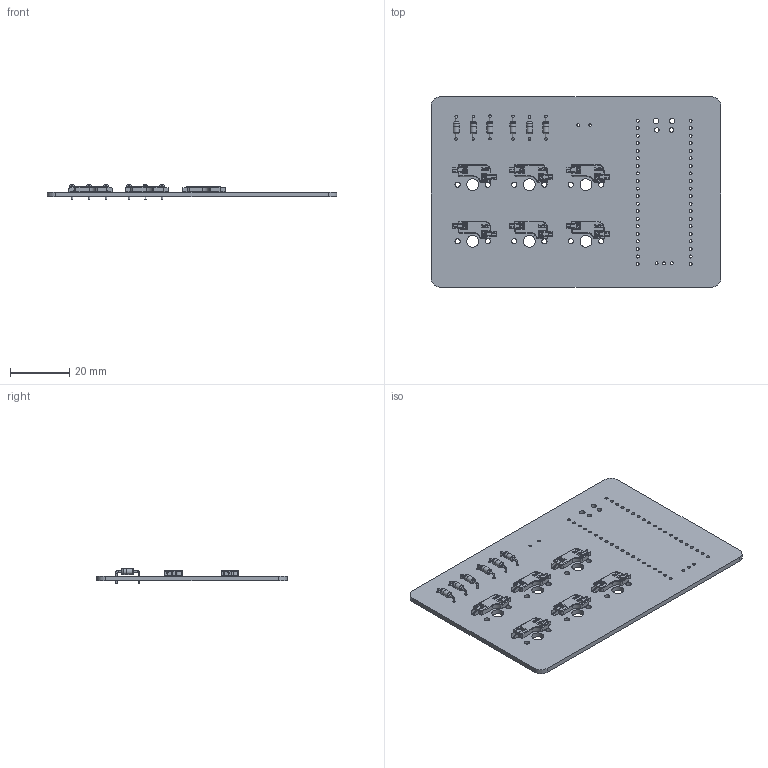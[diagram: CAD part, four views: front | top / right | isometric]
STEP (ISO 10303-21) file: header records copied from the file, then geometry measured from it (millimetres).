
FILE_DESCRIPTION(('KiCad electronic assembly'),'2;1');
FILE_NAME('sye-wijha-keyboard-pcb.step','2024-07-02T18:02:09',('Pcbnew') ,('Kicad'),'Open CASCADE STEP processor 7.6','KiCad to STEP converter' ,'Unknown');
FILE_SCHEMA(('AUTOMOTIVE_DESIGN { 1 0 10303 214 1 1 1 1 }'));
Length unit declared in the file: millimetre
Products named in the file (6): sye-wijha-keyboard-pcb 1; HS_CPG151101S11_MX; Kailh Hotswap RightVersion v23; D_DO-35_SOD27_P7.62mm_Horizontal; sye-wijha-keyboard-pcb_PCB
Assembly tree (15 placements, depth 3):
  sye-wijha-keyboard-pcb 1
    HS_CPG151101S11_MX  x6
      Kailh Hotswap RightVersion v23
    D_DO-35_SOD27_P7.62mm_Horizontal  x6
      D_DO-35_SOD27_P7.62mm_Horizontal
    sye-wijha-keyboard-pcb_PCB
Bounding box: 97.5 x 63.99 x 5.01 mm (x, y, z)
Volume: 10231.6 mm3; surface area: 15327.6 mm2
Topology: 31 solids, 31 shells, 2807 faces, 6879 edges, 4224 vertices
Faces by surface type: plane 1614, cylinder 701, bspline 348, torus 84, cone 60
Full cylindrical faces by diameter (mm): 0.5 x18, 0.8 x12, 0.9 x2, 1.02 x43, 1.5 x2, 1.75 x12, 1.8 x2, 2 x12, 2.02 x6, 2.9 x12, 3 x12, 3.988 x6
Entity records: 17900 total; most frequent: CARTESIAN_POINT 4089, ORIENTED_EDGE 2788, DIRECTION 2687, EDGE_CURVE 1394, AXIS2_PLACEMENT_3D 907, LINE 873, VECTOR 873, VERTEX_POINT 869
